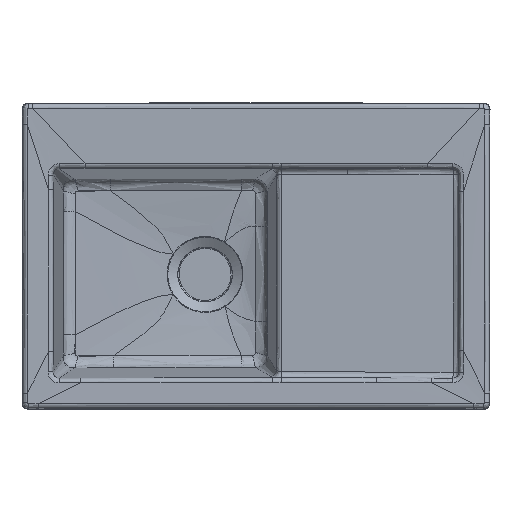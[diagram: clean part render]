
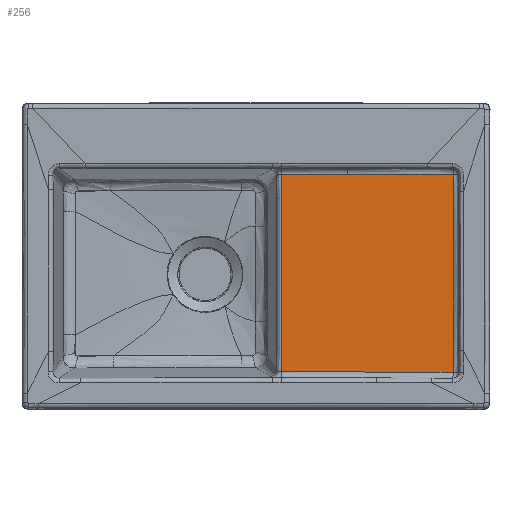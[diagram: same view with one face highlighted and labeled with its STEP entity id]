
A CAD part, top view. The second image highlights one B-rep face of the part: STEP entity #256.
In plain terms, the highlighted free-form (B-spline) face has degree [3, 1] with [12, 2] control points.
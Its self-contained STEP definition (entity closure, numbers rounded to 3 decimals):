
#256=ADVANCED_FACE('',(#678),#522,.F.);
#522=B_SPLINE_SURFACE_WITH_KNOTS('',3,1,((#6527,#6528),(#6529,#6530),(#6531,
#6532),(#6533,#6534),(#6535,#6536),(#6537,#6538),(#6539,#6540),(#6541,#6542),
(#6543,#6544),(#6545,#6546),(#6547,#6548),(#6549,#6550)),.UNSPECIFIED.,
 .F.,.F.,.F.,(4,1,1,1,1,1,1,1,1,4),(2,2),(0.,0.027,0.115,
0.203,0.29,0.378,0.553,
0.728,0.904,1.),(0.,1.),.UNSPECIFIED.);
#678=FACE_OUTER_BOUND('',#960,.T.);
#960=EDGE_LOOP('',(#1565,#1566,#1567,#1568,#1569,#1570,#1571));
#1251=(
BOUNDED_CURVE()
B_SPLINE_CURVE(3,(#6492,#6493,#6494,#6495,#6496,#6497,#6498,#6499,#6500,
#6501,#6502,#6503,#6504,#6505),.UNSPECIFIED.,.F.,.F.)
B_SPLINE_CURVE_WITH_KNOTS((4,2,2,2,2,2,4),(0.,0.125,0.25,0.5,0.75,0.875,
1.),.UNSPECIFIED.)
CURVE()
GEOMETRIC_REPRESENTATION_ITEM()
RATIONAL_B_SPLINE_CURVE((1.,1.,1.,1.,1.,1.,1.,1.,1.,1.,1.,1.,1.,1.))
REPRESENTATION_ITEM('')
);
#1252=(
BOUNDED_CURVE()
B_SPLINE_CURVE(3,(#6507,#6508,#6509,#6510),.UNSPECIFIED.,.F.,.F.)
B_SPLINE_CURVE_WITH_KNOTS((4,4),(0.,1.),.UNSPECIFIED.)
CURVE()
GEOMETRIC_REPRESENTATION_ITEM()
RATIONAL_B_SPLINE_CURVE((1.,1.,1.,1.))
REPRESENTATION_ITEM('')
);
#1253=(
BOUNDED_CURVE()
B_SPLINE_CURVE(3,(#6511,#6512,#6513,#6514),.UNSPECIFIED.,.F.,.F.)
B_SPLINE_CURVE_WITH_KNOTS((4,4),(0.,1.),.UNSPECIFIED.)
CURVE()
GEOMETRIC_REPRESENTATION_ITEM()
RATIONAL_B_SPLINE_CURVE((1.,1.,1.,1.))
REPRESENTATION_ITEM('')
);
#1254=(
BOUNDED_CURVE()
B_SPLINE_CURVE(3,(#6516,#6517,#6518,#6519),.UNSPECIFIED.,.F.,.F.)
B_SPLINE_CURVE_WITH_KNOTS((4,4),(0.,1.),.UNSPECIFIED.)
CURVE()
GEOMETRIC_REPRESENTATION_ITEM()
RATIONAL_B_SPLINE_CURVE((1.,1.,1.,1.))
REPRESENTATION_ITEM('')
);
#1255=(
BOUNDED_CURVE()
B_SPLINE_CURVE(3,(#6521,#6522,#6523,#6524,#6525,#6526),.UNSPECIFIED.,.F.,
 .F.)
B_SPLINE_CURVE_WITH_KNOTS((4,2,4),(0.,0.5,1.),.UNSPECIFIED.)
CURVE()
GEOMETRIC_REPRESENTATION_ITEM()
RATIONAL_B_SPLINE_CURVE((1.,1.,1.,1.,1.,1.))
REPRESENTATION_ITEM('')
);
#1565=ORIENTED_EDGE('',*,*,#3353,.F.);
#1566=ORIENTED_EDGE('',*,*,#3352,.T.);
#1567=ORIENTED_EDGE('',*,*,#3298,.T.);
#1568=ORIENTED_EDGE('',*,*,#3354,.F.);
#1569=ORIENTED_EDGE('',*,*,#3355,.F.);
#1570=ORIENTED_EDGE('',*,*,#3356,.F.);
#1571=ORIENTED_EDGE('',*,*,#3357,.F.);
#2842=VERTEX_POINT('',#5276);
#2843=VERTEX_POINT('',#5281);
#2874=VERTEX_POINT('',#6364);
#2875=VERTEX_POINT('',#6424);
#2876=VERTEX_POINT('',#6506);
#2877=VERTEX_POINT('',#6515);
#2878=VERTEX_POINT('',#6520);
#3298=EDGE_CURVE('',#2843,#2842,#4030,.T.);
#3352=EDGE_CURVE('',#2875,#2843,#4063,.T.);
#3353=EDGE_CURVE('',#2875,#2876,#1251,.T.);
#3354=EDGE_CURVE('',#2874,#2842,#1252,.T.);
#3355=EDGE_CURVE('',#2877,#2874,#1253,.T.);
#3356=EDGE_CURVE('',#2878,#2877,#1254,.T.);
#3357=EDGE_CURVE('',#2876,#2878,#1255,.T.);
#4030=B_SPLINE_CURVE_WITH_KNOTS('',3,(#5277,#5278,#5279,#5280),
 .UNSPECIFIED.,.F.,.F.,(4,4),(0.,1.),.UNSPECIFIED.);
#4063=B_SPLINE_CURVE_WITH_KNOTS('',3,(#6425,#6426,#6427,#6428),
 .UNSPECIFIED.,.F.,.F.,(4,4),(0.,1.),.UNSPECIFIED.);
#5276=CARTESIAN_POINT('',(43.058,166.842,-17.98));
#5277=CARTESIAN_POINT('',(218.502,166.563,-13.405));
#5278=CARTESIAN_POINT('',(164.669,166.696,-14.637));
#5279=CARTESIAN_POINT('',(106.188,166.84,-16.119));
#5280=CARTESIAN_POINT('',(43.058,166.839,-17.981));
#5281=CARTESIAN_POINT('',(218.502,166.563,-13.405));
#6364=CARTESIAN_POINT('',(-68.37,166.701,-21.421));
#6424=CARTESIAN_POINT('',(218.999,166.066,-13.385));
#6425=CARTESIAN_POINT('',(218.999,166.066,-13.385));
#6426=CARTESIAN_POINT('',(218.999,166.341,-13.39));
#6427=CARTESIAN_POINT('',(218.777,166.562,-13.398));
#6428=CARTESIAN_POINT('',(218.502,166.563,-13.405));
#6492=CARTESIAN_POINT('',(218.999,166.066,-13.385));
#6493=CARTESIAN_POINT('',(218.996,152.284,-13.168));
#6494=CARTESIAN_POINT('',(219.014,138.571,-12.883));
#6495=CARTESIAN_POINT('',(219.042,111.14,-12.45));
#6496=CARTESIAN_POINT('',(219.054,97.422,-12.279));
#6497=CARTESIAN_POINT('',(219.081,56.261,-11.874));
#6498=CARTESIAN_POINT('',(219.09,28.812,-11.749));
#6499=CARTESIAN_POINT('',(219.102,-26.081,-11.744));
#6500=CARTESIAN_POINT('',(219.102,-53.53,-11.864));
#6501=CARTESIAN_POINT('',(219.093,-94.679,-12.293));
#6502=CARTESIAN_POINT('',(219.088,-108.376,-12.497));
#6503=CARTESIAN_POINT('',(219.068,-135.844,-12.965));
#6504=CARTESIAN_POINT('',(219.056,-149.609,-13.209));
#6505=CARTESIAN_POINT('',(219.051,-163.415,-13.318));
#6506=CARTESIAN_POINT('',(219.051,-163.415,-13.318));
#6507=CARTESIAN_POINT('',(-68.373,166.701,-21.421));
#6508=CARTESIAN_POINT('',(-31.228,166.791,-20.233));
#6509=CARTESIAN_POINT('',(5.916,166.841,-19.076));
#6510=CARTESIAN_POINT('',(43.058,166.846,-17.981));
#6511=CARTESIAN_POINT('',(-68.339,-162.439,-21.447));
#6512=CARTESIAN_POINT('',(-68.345,-52.731,-21.442));
#6513=CARTESIAN_POINT('',(-68.391,56.988,-21.399));
#6514=CARTESIAN_POINT('',(-68.367,166.701,-21.42));
#6515=CARTESIAN_POINT('',(-68.339,-162.439,-21.447));
#6516=CARTESIAN_POINT('',(218.55,-163.914,-13.337));
#6517=CARTESIAN_POINT('',(122.92,-163.261,-16.064));
#6518=CARTESIAN_POINT('',(27.291,-162.766,-18.758));
#6519=CARTESIAN_POINT('',(-68.339,-162.439,-21.447));
#6520=CARTESIAN_POINT('',(218.55,-163.914,-13.337));
#6521=CARTESIAN_POINT('',(219.051,-163.415,-13.318));
#6522=CARTESIAN_POINT('',(219.051,-163.547,-13.32));
#6523=CARTESIAN_POINT('',(218.997,-163.678,-13.322));
#6524=CARTESIAN_POINT('',(218.811,-163.862,-13.329));
#6525=CARTESIAN_POINT('',(218.682,-163.915,-13.333));
#6526=CARTESIAN_POINT('',(218.55,-163.914,-13.337));
#6527=CARTESIAN_POINT('',(-70.11,-164.928,-21.497));
#6528=CARTESIAN_POINT('',(220.827,-174.106,-13.323));
#6529=CARTESIAN_POINT('',(-70.11,-161.013,-21.497));
#6530=CARTESIAN_POINT('',(220.826,-170.99,-13.316));
#6531=CARTESIAN_POINT('',(-70.11,-144.547,-21.496));
#6532=CARTESIAN_POINT('',(220.824,-157.885,-13.251));
#6533=CARTESIAN_POINT('',(-70.11,-115.53,-21.49));
#6534=CARTESIAN_POINT('',(220.824,-134.789,-12.909));
#6535=CARTESIAN_POINT('',(-70.11,-77.878,-21.48));
#6536=CARTESIAN_POINT('',(220.826,-104.82,-12.36));
#6537=CARTESIAN_POINT('',(-70.11,-40.225,-21.474));
#6538=CARTESIAN_POINT('',(220.826,-74.853,-12.009));
#6539=CARTESIAN_POINT('',(-70.11,9.978,-21.469));
#6540=CARTESIAN_POINT('',(220.826,-34.894,-11.718));
#6541=CARTESIAN_POINT('',(-70.11,72.732,-21.467));
#6542=CARTESIAN_POINT('',(220.825,15.057,-11.634));
#6543=CARTESIAN_POINT('',(-70.11,148.037,-21.472));
#6544=CARTESIAN_POINT('',(220.825,74.998,-11.934));
#6545=CARTESIAN_POINT('',(-70.11,212.03,-21.484));
#6546=CARTESIAN_POINT('',(220.826,125.931,-12.576));
#6547=CARTESIAN_POINT('',(-70.11,250.921,-21.495));
#6548=CARTESIAN_POINT('',(220.825,156.881,-13.204));
#6549=CARTESIAN_POINT('',(-70.11,264.71,-21.498));
#6550=CARTESIAN_POINT('',(220.825,167.855,-13.372));
